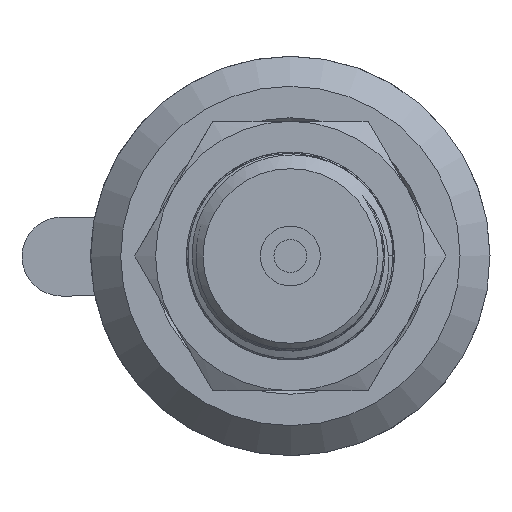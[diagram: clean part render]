
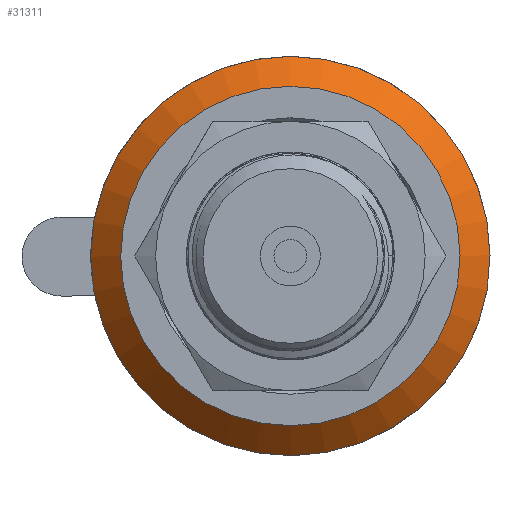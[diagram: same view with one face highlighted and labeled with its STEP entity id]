
A CAD part, left-side view. The second image highlights one B-rep face of the part: STEP entity #31311.
In plain terms, the highlighted conical face has half-angle 45 degrees and reference radius 18.5 mm.
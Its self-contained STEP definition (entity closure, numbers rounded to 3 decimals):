
#1753=CONICAL_SURFACE('',#33345,18.5,0.785);
#3314=FACE_OUTER_BOUND('',#5111,.T.);
#5111=EDGE_LOOP('',(#28945,#28946,#28947,#28948));
#5777=CIRCLE('',#33344,20.);
#5778=CIRCLE('',#33346,17.);
#9644=LINE('',#82383,#12597);
#12597=VECTOR('',#40133,18.5);
#15554=VERTEX_POINT('',#82378);
#15555=VERTEX_POINT('',#82382);
#20054=EDGE_CURVE('',#15554,#15554,#5777,.T.);
#20055=EDGE_CURVE('',#15554,#15555,#9644,.T.);
#20056=EDGE_CURVE('',#15555,#15555,#5778,.T.);
#28945=ORIENTED_EDGE('',*,*,#20054,.F.);
#28946=ORIENTED_EDGE('',*,*,#20055,.T.);
#28947=ORIENTED_EDGE('',*,*,#20056,.T.);
#28948=ORIENTED_EDGE('',*,*,#20055,.F.);
#31311=ADVANCED_FACE('',(#3314),#1753,.T.);
#33344=AXIS2_PLACEMENT_3D('',#82380,#40129,#40130);
#33345=AXIS2_PLACEMENT_3D('',#82381,#40131,#40132);
#33346=AXIS2_PLACEMENT_3D('',#82384,#40134,#40135);
#40129=DIRECTION('center_axis',(-1.,0.,0.));
#40130=DIRECTION('ref_axis',(0.,0.,
-1.));
#40131=DIRECTION('center_axis',(-1.,0.,0.));
#40132=DIRECTION('ref_axis',(0.,-1.,0.));
#40133=DIRECTION('',(0.707,-0.707,0.));
#40134=DIRECTION('center_axis',(-1.,0.,0.));
#40135=DIRECTION('ref_axis',(0.,0.,
-1.));
#82378=CARTESIAN_POINT('',(21.,20.,0.));
#82380=CARTESIAN_POINT('Origin',(21.,0.,0.));
#82381=CARTESIAN_POINT('Origin',(22.5,0.,0.));
#82382=CARTESIAN_POINT('',(24.,17.,0.));
#82383=CARTESIAN_POINT('',(22.5,18.5,0.));
#82384=CARTESIAN_POINT('Origin',(24.,0.,0.));
